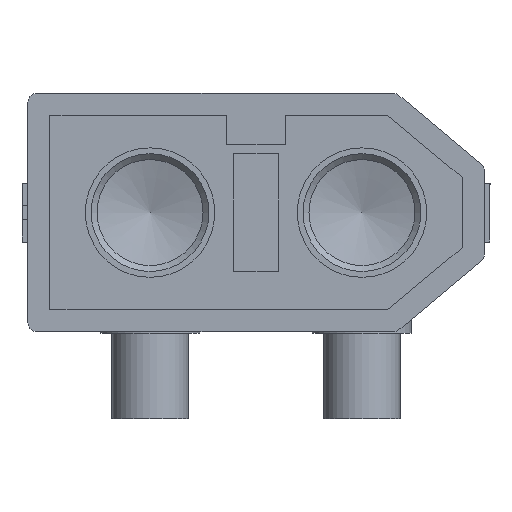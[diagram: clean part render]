
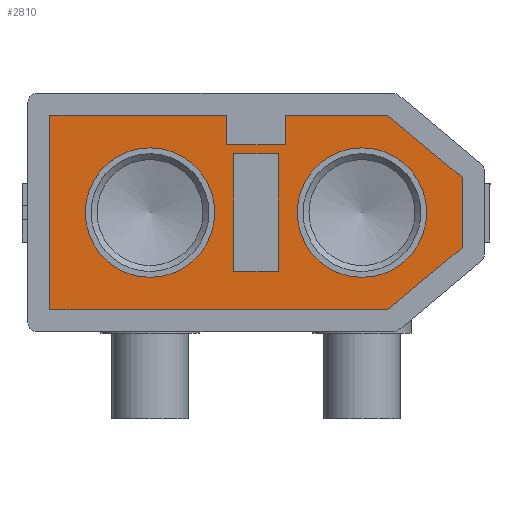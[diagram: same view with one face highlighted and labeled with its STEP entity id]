
A CAD part, front view. The second image highlights one B-rep face of the part: STEP entity #2810.
In plain terms, the highlighted face is planar.
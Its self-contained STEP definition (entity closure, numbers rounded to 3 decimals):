
#1373 = VERTEX_POINT('',#1374);
#1374 = CARTESIAN_POINT('',(-4.475,3.3,15.7));
#1380 = EDGE_CURVE('',#1373,#1381,#1383,.T.);
#1381 = VERTEX_POINT('',#1382);
#1382 = CARTESIAN_POINT('',(7.,3.3,15.7));
#1383 = LINE('',#1384,#1385);
#1384 = CARTESIAN_POINT('',(-4.475,3.3,15.7));
#1385 = VECTOR('',#1386,1.);
#1386 = DIRECTION('',(1.,0.,0.));
#1404 = VERTEX_POINT('',#1405);
#1405 = CARTESIAN_POINT('',(-7.,1.2,15.7));
#1411 = EDGE_CURVE('',#1404,#1373,#1412,.T.);
#1412 = LINE('',#1413,#1414);
#1413 = CARTESIAN_POINT('',(-7.,1.2,15.7));
#1414 = VECTOR('',#1415,1.);
#1415 = DIRECTION('',(0.769,0.639,0.));
#1428 = EDGE_CURVE('',#1381,#1429,#1431,.T.);
#1429 = VERTEX_POINT('',#1430);
#1430 = CARTESIAN_POINT('',(7.,-3.3,15.7));
#1431 = LINE('',#1432,#1433);
#1432 = CARTESIAN_POINT('',(7.,3.3,15.7));
#1433 = VECTOR('',#1434,1.);
#1434 = DIRECTION('',(0.,-1.,0.));
#1452 = VERTEX_POINT('',#1453);
#1453 = CARTESIAN_POINT('',(-7.,-1.2,15.7));
#1459 = EDGE_CURVE('',#1452,#1404,#1460,.T.);
#1460 = LINE('',#1461,#1462);
#1461 = CARTESIAN_POINT('',(-7.,-1.2,15.7));
#1462 = VECTOR('',#1463,1.);
#1463 = DIRECTION('',(0.,1.,0.));
#1477 = EDGE_CURVE('',#1429,#1478,#1480,.T.);
#1478 = VERTEX_POINT('',#1479);
#1479 = CARTESIAN_POINT('',(1.,-3.3,15.7));
#1480 = LINE('',#1481,#1482);
#1481 = CARTESIAN_POINT('',(7.,-3.3,15.7));
#1482 = VECTOR('',#1483,1.);
#1483 = DIRECTION('',(-1.,0.,0.));
#1500 = VERTEX_POINT('',#1501);
#1501 = CARTESIAN_POINT('',(-4.475,-3.3,15.7));
#1507 = EDGE_CURVE('',#1500,#1452,#1508,.T.);
#1508 = LINE('',#1509,#1510);
#1509 = CARTESIAN_POINT('',(-4.475,-3.3,15.7));
#1510 = VECTOR('',#1511,1.);
#1511 = DIRECTION('',(-0.769,0.639,0.));
#1525 = EDGE_CURVE('',#1526,#1478,#1528,.T.);
#1526 = VERTEX_POINT('',#1527);
#1527 = CARTESIAN_POINT('',(1.,-2.3,15.7));
#1528 = LINE('',#1529,#1530);
#1529 = CARTESIAN_POINT('',(1.,-2.3,15.7));
#1530 = VECTOR('',#1531,1.);
#1531 = DIRECTION('',(0.,-1.,0.));
#1549 = VERTEX_POINT('',#1550);
#1550 = CARTESIAN_POINT('',(-1.,-3.3,15.7));
#1556 = EDGE_CURVE('',#1549,#1500,#1557,.T.);
#1557 = LINE('',#1558,#1559);
#1558 = CARTESIAN_POINT('',(7.,-3.3,15.7));
#1559 = VECTOR('',#1560,1.);
#1560 = DIRECTION('',(-1.,0.,0.));
#1573 = EDGE_CURVE('',#1526,#1574,#1576,.T.);
#1574 = VERTEX_POINT('',#1575);
#1575 = CARTESIAN_POINT('',(-1.,-2.3,15.7));
#1576 = LINE('',#1577,#1578);
#1577 = CARTESIAN_POINT('',(1.,-2.3,15.7));
#1578 = VECTOR('',#1579,1.);
#1579 = DIRECTION('',(-1.,0.,0.));
#1595 = EDGE_CURVE('',#1574,#1549,#1596,.T.);
#1596 = LINE('',#1597,#1598);
#1597 = CARTESIAN_POINT('',(-1.,-2.3,15.7));
#1598 = VECTOR('',#1599,1.);
#1599 = DIRECTION('',(0.,-1.,0.));
#2810 = ADVANCED_FACE('',(#2811,#2823,#2834,#2868),#2879,.T.);
#2811 = FACE_BOUND('',#2812,.T.);
#2812 = EDGE_LOOP('',(#2813,#2814,#2815,#2816,#2817,#2818,#2819,#2820,
    #2821,#2822));
#2813 = ORIENTED_EDGE('',*,*,#1573,.F.);
#2814 = ORIENTED_EDGE('',*,*,#1525,.T.);
#2815 = ORIENTED_EDGE('',*,*,#1477,.F.);
#2816 = ORIENTED_EDGE('',*,*,#1428,.F.);
#2817 = ORIENTED_EDGE('',*,*,#1380,.F.);
#2818 = ORIENTED_EDGE('',*,*,#1411,.F.);
#2819 = ORIENTED_EDGE('',*,*,#1459,.F.);
#2820 = ORIENTED_EDGE('',*,*,#1507,.F.);
#2821 = ORIENTED_EDGE('',*,*,#1556,.F.);
#2822 = ORIENTED_EDGE('',*,*,#1595,.F.);
#2823 = FACE_BOUND('',#2824,.T.);
#2824 = EDGE_LOOP('',(#2825));
#2825 = ORIENTED_EDGE('',*,*,#2826,.F.);
#2826 = EDGE_CURVE('',#2827,#2827,#2829,.T.);
#2827 = VERTEX_POINT('',#2828);
#2828 = CARTESIAN_POINT('',(-1.4,0.,15.7));
#2829 = CIRCLE('',#2830,2.2);
#2830 = AXIS2_PLACEMENT_3D('',#2831,#2832,#2833);
#2831 = CARTESIAN_POINT('',(-3.6,0.,15.7));
#2832 = DIRECTION('',(0.,0.,1.));
#2833 = DIRECTION('',(1.,0.,0.));
#2834 = FACE_BOUND('',#2835,.T.);
#2835 = EDGE_LOOP('',(#2836,#2846,#2854,#2862));
#2836 = ORIENTED_EDGE('',*,*,#2837,.F.);
#2837 = EDGE_CURVE('',#2838,#2840,#2842,.T.);
#2838 = VERTEX_POINT('',#2839);
#2839 = CARTESIAN_POINT('',(0.75,-2.,15.7));
#2840 = VERTEX_POINT('',#2841);
#2841 = CARTESIAN_POINT('',(0.75,2.,15.7));
#2842 = LINE('',#2843,#2844);
#2843 = CARTESIAN_POINT('',(0.75,-2.,15.7));
#2844 = VECTOR('',#2845,1.);
#2845 = DIRECTION('',(0.,1.,0.));
#2846 = ORIENTED_EDGE('',*,*,#2847,.F.);
#2847 = EDGE_CURVE('',#2848,#2838,#2850,.T.);
#2848 = VERTEX_POINT('',#2849);
#2849 = CARTESIAN_POINT('',(-0.75,-2.,15.7));
#2850 = LINE('',#2851,#2852);
#2851 = CARTESIAN_POINT('',(-0.75,-2.,15.7));
#2852 = VECTOR('',#2853,1.);
#2853 = DIRECTION('',(1.,0.,0.));
#2854 = ORIENTED_EDGE('',*,*,#2855,.F.);
#2855 = EDGE_CURVE('',#2856,#2848,#2858,.T.);
#2856 = VERTEX_POINT('',#2857);
#2857 = CARTESIAN_POINT('',(-0.75,2.,15.7));
#2858 = LINE('',#2859,#2860);
#2859 = CARTESIAN_POINT('',(-0.75,2.,15.7));
#2860 = VECTOR('',#2861,1.);
#2861 = DIRECTION('',(0.,-1.,0.));
#2862 = ORIENTED_EDGE('',*,*,#2863,.F.);
#2863 = EDGE_CURVE('',#2840,#2856,#2864,.T.);
#2864 = LINE('',#2865,#2866);
#2865 = CARTESIAN_POINT('',(0.75,2.,15.7));
#2866 = VECTOR('',#2867,1.);
#2867 = DIRECTION('',(-1.,0.,0.));
#2868 = FACE_BOUND('',#2869,.T.);
#2869 = EDGE_LOOP('',(#2870));
#2870 = ORIENTED_EDGE('',*,*,#2871,.F.);
#2871 = EDGE_CURVE('',#2872,#2872,#2874,.T.);
#2872 = VERTEX_POINT('',#2873);
#2873 = CARTESIAN_POINT('',(5.8,0.,15.7));
#2874 = CIRCLE('',#2875,2.2);
#2875 = AXIS2_PLACEMENT_3D('',#2876,#2877,#2878);
#2876 = CARTESIAN_POINT('',(3.6,0.,15.7));
#2877 = DIRECTION('',(0.,0.,1.));
#2878 = DIRECTION('',(1.,0.,0.));
#2879 = PLANE('',#2880);
#2880 = AXIS2_PLACEMENT_3D('',#2881,#2882,#2883);
#2881 = CARTESIAN_POINT('',(-9.,-5.,15.7));
#2882 = DIRECTION('',(0.,0.,1.));
#2883 = DIRECTION('',(1.,0.,0.));
